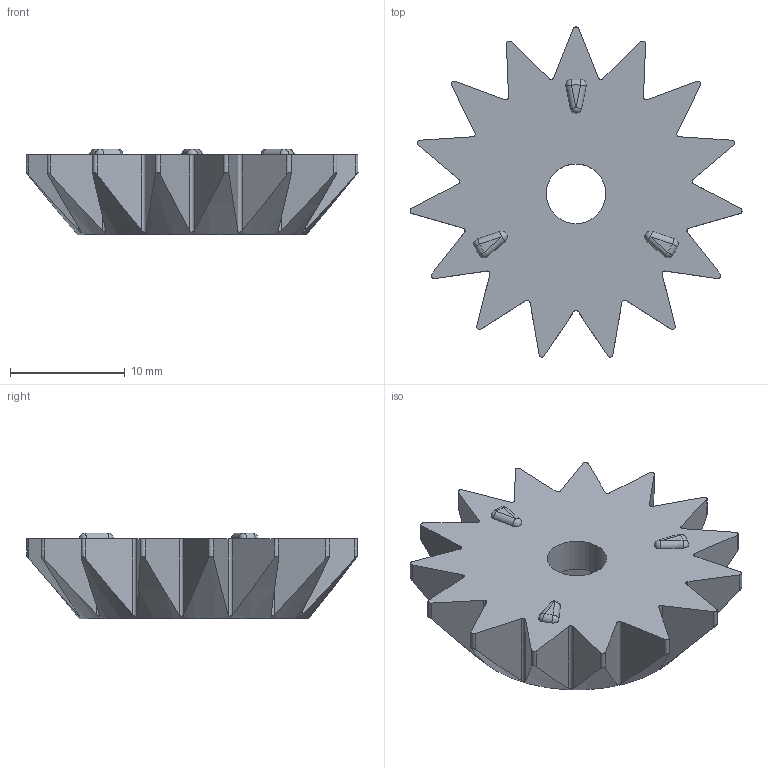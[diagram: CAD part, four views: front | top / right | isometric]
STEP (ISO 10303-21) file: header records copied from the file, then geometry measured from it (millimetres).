
FILE_DESCRIPTION(/* description */ (''),/* implementation_level */ '2;1');
FILE_NAME(/* name */ 'Bed Thumb Screw.step',/* time_stamp */ '2018-05-05T15:48:29+02:00',/* author */ (''),/* organization */ (''),/* preprocessor_version */ 'ST-DEVELOPER v17',/* originating_system */ 'Autodesk Translation Framework v7.1.0.215',/* authorisation */ '');
FILE_SCHEMA (('AUTOMOTIVE_DESIGN { 1 0 10303 214 3 1 1 }'));
Length unit declared in the file: millimetre
Products named in the file (1): Bed Thumb Screw
Bounding box: 28.99 x 28.84 x 7.5 mm (x, y, z)
Volume: 2691.1 mm3; surface area: 1788.5 mm2
Topology: 1 solids, 1 shells, 92 faces, 264 edges, 178 vertices
Faces by surface type: plane 42, cylinder 37, sphere 9, torus 3, cone 1
Full cylindrical faces by diameter (mm): 5.2 x1
Entity records: 3470 total; most frequent: CARTESIAN_POINT 1122, ORIENTED_EDGE 528, DIRECTION 440, EDGE_CURVE 264, VERTEX_POINT 178, AXIS2_PLACEMENT_3D 159, LINE 122, VECTOR 122
